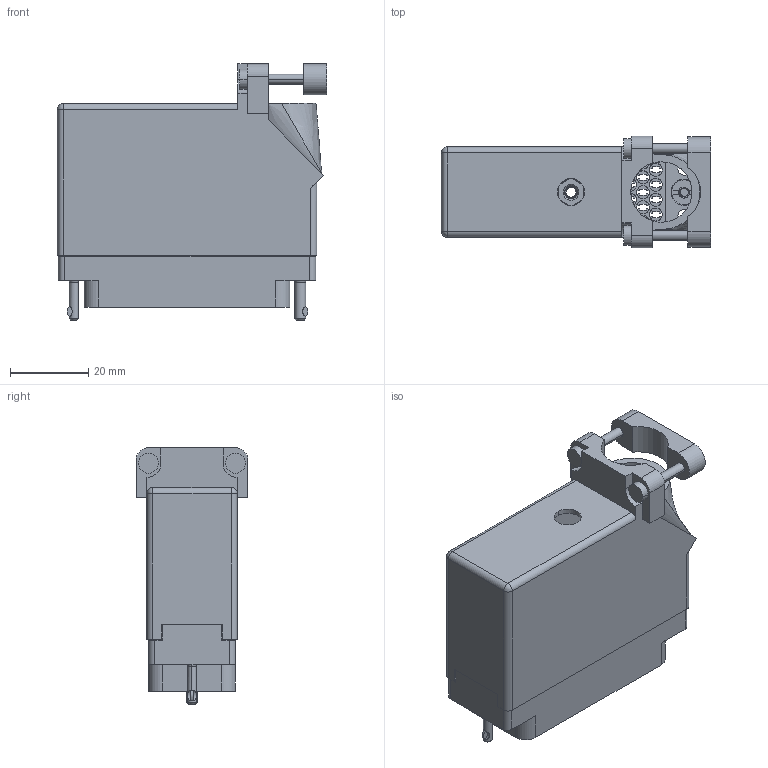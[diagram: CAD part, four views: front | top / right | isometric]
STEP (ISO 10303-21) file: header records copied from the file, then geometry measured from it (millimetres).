
FILE_DESCRIPTION (( 'STEP AP203' ), '1' );
FILE_NAME ('516-056-000-532.STEP', '2020-03-10T05:12:50', ( '' ), ( '' ), 'SwSTEP 2.0', 'SolidWorks 2016', '' );
FILE_SCHEMA (( 'CONFIG_CONTROL_DESIGN' ));
Length unit declared in the file: inch
Products named in the file (7): 516-230-001_Plastic - 056 Top Entry - Large Clamp; 516-222-038-102_056; 516-252-035-100_516-252-035-100; 516-222-038-102_057; 516 Plug Insulator_056; 516-056-000-532; 516-252-021-102_056
Assembly tree (7 placements, depth 2):
  516-056-000-532
    516 Plug Insulator_056
    516-230-001_Plastic - 056 Top Entry - Large Clamp
    516-252-021-102_056  x2
    516-222-038-102_056
    516-252-035-100_516-252-035-100
    516-222-038-102_057
Bounding box: 68.91 x 28.57 x 65.61 mm (x, y, z)
Volume: 24902 mm3; surface area: 33763.1 mm2
Topology: 7 solids, 7 shells, 1536 faces, 4418 edges, 2922 vertices
Faces by surface type: plane 997, cylinder 442, cone 46, bspline 45, torus 4, sphere 2
Entity records: 56909 total; most frequent: CARTESIAN_POINT 16043, ORIENTED_EDGE 8652, DIRECTION 8125, EDGE_CURVE 4326, LINE 3027, VECTOR 3027, VERTEX_POINT 2862, AXIS2_PLACEMENT_3D 2549
